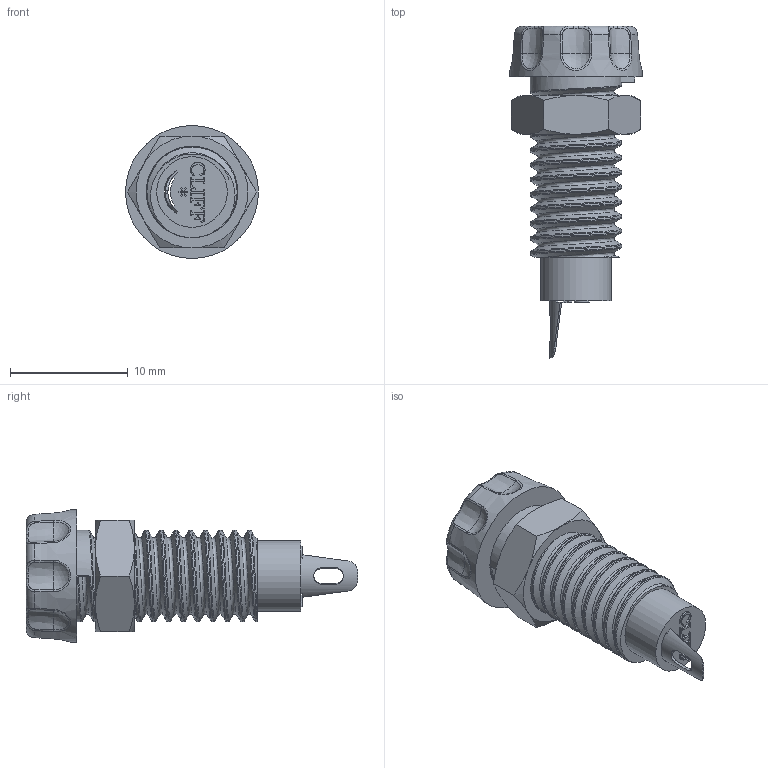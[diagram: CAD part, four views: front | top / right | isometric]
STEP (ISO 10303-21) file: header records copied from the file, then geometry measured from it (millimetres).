
FILE_DESCRIPTION(/* description */ (''),/* implementation_level */ '2;1');
FILE_NAME(/* name */ 'CL1462 brown S14.stp',/* time_stamp */ '2025-06-19T14:31:13+01:00',/* author */ ('tottley'),/* organization */ (''),/* preprocessor_version */ 'ST-DEVELOPER v20',/* originating_system */ 'Autodesk Inventor 2025',/* authorisation */ '');
FILE_SCHEMA (('AUTOMOTIVE_DESIGN { 1 0 10303 214 3 1 1 }'));
Length unit declared in the file: millimetre
Products named in the file (1): CL1456 blue S14
Bounding box: 11.3 x 28.2 x 11.3 mm (x, y, z)
Volume: 853 mm3; surface area: 1895.8 mm2
Topology: 1 solids, 1 shells, 320 faces, 979 edges, 661 vertices
Faces by surface type: plane 143, bspline 91, cylinder 34, cone 23, torus 21, sphere 8
Full cylindrical faces by diameter (mm): 6 x1, 7.76 x9
Entity records: 25136 total; most frequent: CARTESIAN_POINT 16694, ORIENTED_EDGE 1958, DIRECTION 1314, EDGE_CURVE 979, VERTEX_POINT 661, AXIS2_PLACEMENT_3D 441, LINE 432, VECTOR 432
